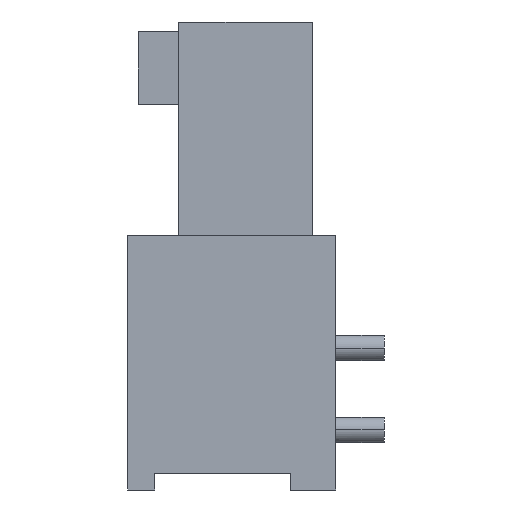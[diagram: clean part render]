
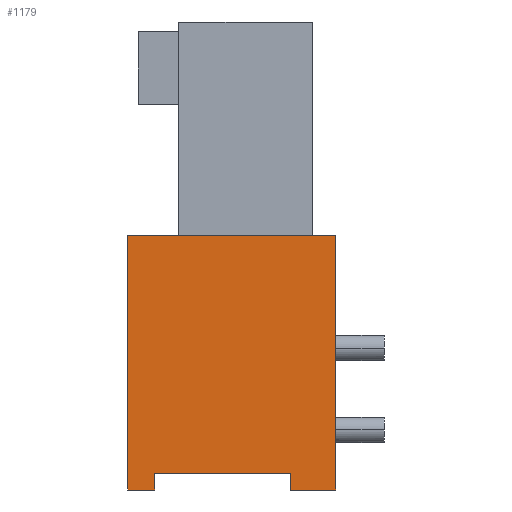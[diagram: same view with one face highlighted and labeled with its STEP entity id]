
A CAD part, left-side view. The second image highlights one B-rep face of the part: STEP entity #1179.
In plain terms, the highlighted planar face has unit normal (-1, 0, 0).
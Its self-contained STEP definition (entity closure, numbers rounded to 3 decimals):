
#1127=AXIS2_PLACEMENT_3D('Plane Axis2P3D',#1124,#1125,#1126) ;
#49=CARTESIAN_POINT('Vertex',(0.,1.5,7.9)) ;
#52=CARTESIAN_POINT('Line Origine',(0.,1.5,3.95)) ;
#56=CARTESIAN_POINT('Vertex',(0.,1.5,0.)) ;
#169=CARTESIAN_POINT('Vertex',(0.,7.95,7.9)) ;
#172=CARTESIAN_POINT('Line Origine',(0.,4.725,7.9)) ;
#1124=CARTESIAN_POINT('Axis2P3D Location',(0.,7.95,7.9)) ;
#1129=CARTESIAN_POINT('Line Origine',(0.,7.11,0.25)) ;
#1133=CARTESIAN_POINT('Vertex',(0.,7.11,0.5)) ;
#1135=CARTESIAN_POINT('Vertex',(0.,7.11,0.)) ;
#1138=CARTESIAN_POINT('Line Origine',(0.,5.001,0.5)) ;
#1142=CARTESIAN_POINT('Vertex',(0.,2.893,0.5)) ;
#1145=CARTESIAN_POINT('Line Origine',(0.,2.893,0.25)) ;
#1149=CARTESIAN_POINT('Vertex',(0.,2.893,0.)) ;
#1152=CARTESIAN_POINT('Line Origine',(0.,2.196,0.)) ;
#1157=CARTESIAN_POINT('Line Origine',(0.,7.95,3.95)) ;
#1161=CARTESIAN_POINT('Vertex',(0.,7.95,0.)) ;
#1164=CARTESIAN_POINT('Line Origine',(0.,7.53,0.)) ;
#53=DIRECTION('Vector Direction',(0.,0.,-1.)) ;
#173=DIRECTION('Vector Direction',(0.,-1.,0.)) ;
#1125=DIRECTION('Axis2P3D Direction',(1.,0.,0.)) ;
#1126=DIRECTION('Axis2P3D XDirection',(0.,-1.,0.)) ;
#1130=DIRECTION('Vector Direction',(0.,0.,-1.)) ;
#1139=DIRECTION('Vector Direction',(0.,1.,0.)) ;
#1146=DIRECTION('Vector Direction',(0.,0.,-1.)) ;
#1153=DIRECTION('Vector Direction',(0.,-1.,0.)) ;
#1158=DIRECTION('Vector Direction',(0.,0.,-1.)) ;
#1165=DIRECTION('Vector Direction',(0.,-1.,0.)) ;
#54=VECTOR('Line Direction',#53,1.) ;
#174=VECTOR('Line Direction',#173,1.) ;
#1131=VECTOR('Line Direction',#1130,1.) ;
#1140=VECTOR('Line Direction',#1139,1.) ;
#1147=VECTOR('Line Direction',#1146,1.) ;
#1154=VECTOR('Line Direction',#1153,1.) ;
#1159=VECTOR('Line Direction',#1158,1.) ;
#1166=VECTOR('Line Direction',#1165,1.) ;
#1170=ORIENTED_EDGE('',*,*,#1137,.F.) ;
#1171=ORIENTED_EDGE('',*,*,#1144,.F.) ;
#1172=ORIENTED_EDGE('',*,*,#1151,.T.) ;
#1173=ORIENTED_EDGE('',*,*,#1156,.T.) ;
#1174=ORIENTED_EDGE('',*,*,#58,.F.) ;
#1175=ORIENTED_EDGE('',*,*,#176,.F.) ;
#1176=ORIENTED_EDGE('',*,*,#1163,.T.) ;
#1177=ORIENTED_EDGE('',*,*,#1168,.T.) ;
#1179=ADVANCED_FACE('HOUSING',(#1178),#1128,.F.) ;
#58=EDGE_CURVE('',#50,#57,#55,.T.) ;
#176=EDGE_CURVE('',#170,#50,#175,.T.) ;
#1137=EDGE_CURVE('',#1134,#1136,#1132,.T.) ;
#1144=EDGE_CURVE('',#1143,#1134,#1141,.T.) ;
#1151=EDGE_CURVE('',#1143,#1150,#1148,.T.) ;
#1156=EDGE_CURVE('',#1150,#57,#1155,.T.) ;
#1163=EDGE_CURVE('',#170,#1162,#1160,.T.) ;
#1168=EDGE_CURVE('',#1162,#1136,#1167,.T.) ;
#1169=EDGE_LOOP('',(#1170,#1171,#1172,#1173,#1174,#1175,#1176,#1177)) ;
#1178=FACE_OUTER_BOUND('',#1169,.T.) ;
#55=LINE('Line',#52,#54) ;
#175=LINE('Line',#172,#174) ;
#1132=LINE('Line',#1129,#1131) ;
#1141=LINE('Line',#1138,#1140) ;
#1148=LINE('Line',#1145,#1147) ;
#1155=LINE('Line',#1152,#1154) ;
#1160=LINE('Line',#1157,#1159) ;
#1167=LINE('Line',#1164,#1166) ;
#1128=PLANE('',#1127) ;
#50=VERTEX_POINT('',#49) ;
#57=VERTEX_POINT('',#56) ;
#170=VERTEX_POINT('',#169) ;
#1134=VERTEX_POINT('',#1133) ;
#1136=VERTEX_POINT('',#1135) ;
#1143=VERTEX_POINT('',#1142) ;
#1150=VERTEX_POINT('',#1149) ;
#1162=VERTEX_POINT('',#1161) ;
